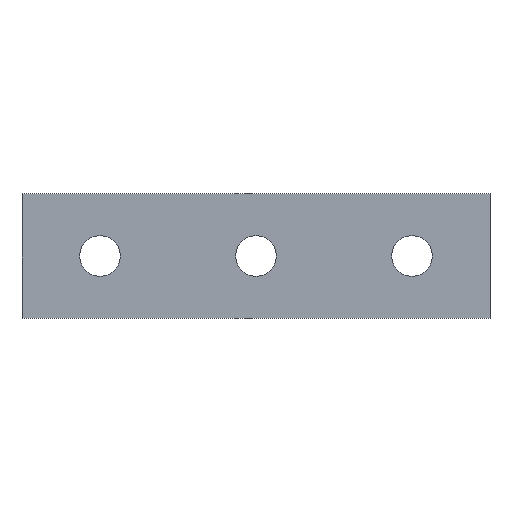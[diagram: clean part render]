
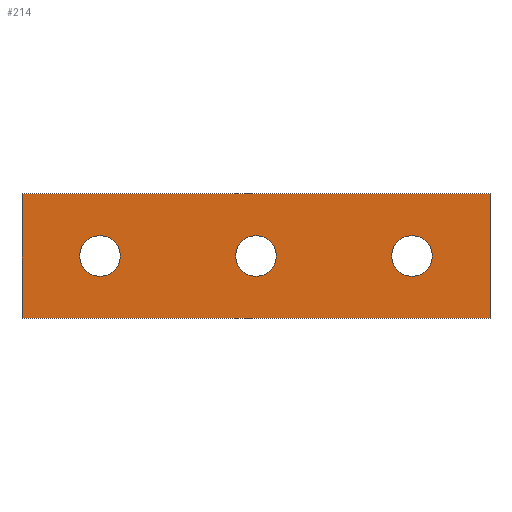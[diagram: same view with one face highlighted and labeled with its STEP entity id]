
A CAD part, top view. The second image highlights one B-rep face of the part: STEP entity #214.
In plain terms, the highlighted planar face has unit normal (0, 0, 1).
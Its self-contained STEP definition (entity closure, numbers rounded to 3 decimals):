
#2 = EDGE_CURVE ( 'NONE', #53, #133, #247, .T. ) ;
#7 = PLANE ( 'NONE',  #288 ) ;
#15 = CARTESIAN_POINT ( 'NONE',  ( -75., -20., 0. ) ) ;
#20 = EDGE_CURVE ( 'NONE', #190, #190, #281, .T. ) ;
#24 = VERTEX_POINT ( 'NONE', #330 ) ;
#27 = VECTOR ( 'NONE', #37, 1000. ) ;
#36 = CARTESIAN_POINT ( 'NONE',  ( 0., 0., 0. ) ) ;
#37 = DIRECTION ( 'NONE',  ( 1., 0., 0. ) ) ;
#39 = CARTESIAN_POINT ( 'NONE',  ( -75., -20., 0. ) ) ;
#51 = EDGE_LOOP ( 'NONE', ( #138 ) ) ;
#53 = VERTEX_POINT ( 'NONE', #303 ) ;
#71 = VECTOR ( 'NONE', #131, 1000. ) ;
#77 = ORIENTED_EDGE ( 'NONE', *, *, #234, .F. ) ;
#80 = CARTESIAN_POINT ( 'NONE',  ( 6.5, 0., 0. ) ) ;
#88 = CARTESIAN_POINT ( 'NONE',  ( 50., 0., 0. ) ) ;
#89 = VERTEX_POINT ( 'NONE', #15 ) ;
#90 = FACE_BOUND ( 'NONE', #106, .T. ) ;
#105 = EDGE_CURVE ( 'NONE', #24, #89, #173, .T. ) ;
#106 = EDGE_LOOP ( 'NONE', ( #213 ) ) ;
#114 = DIRECTION ( 'NONE',  ( 1., 0., 0. ) ) ;
#116 = CARTESIAN_POINT ( 'NONE',  ( -50., 0., 0. ) ) ;
#123 = LINE ( 'NONE', #39, #27 ) ;
#125 = LINE ( 'NONE', #202, #197 ) ;
#127 = CARTESIAN_POINT ( 'NONE',  ( 56.5, 0., 0. ) ) ;
#131 = DIRECTION ( 'NONE',  ( 0., 1., 0. ) ) ;
#132 = CARTESIAN_POINT ( 'NONE',  ( 75., 20., 0. ) ) ;
#133 = VERTEX_POINT ( 'NONE', #132 ) ;
#134 = VERTEX_POINT ( 'NONE', #127 ) ;
#138 = ORIENTED_EDGE ( 'NONE', *, *, #168, .F. ) ;
#140 = DIRECTION ( 'NONE',  ( 0., -1., 0. ) ) ;
#149 = VECTOR ( 'NONE', #140, 1000. ) ;
#161 = FACE_BOUND ( 'NONE', #210, .T. ) ;
#162 = ORIENTED_EDGE ( 'NONE', *, *, #2, .T. ) ;
#168 = EDGE_CURVE ( 'NONE', #235, #235, #239, .T. ) ;
#171 = CIRCLE ( 'NONE', #185, 6.5 ) ;
#173 = LINE ( 'NONE', #280, #149 ) ;
#182 = ORIENTED_EDGE ( 'NONE', *, *, #296, .T. ) ;
#185 = AXIS2_PLACEMENT_3D ( 'NONE', #88, #192, #292 ) ;
#190 = VERTEX_POINT ( 'NONE', #80 ) ;
#192 = DIRECTION ( 'NONE',  ( 0., 0., 1. ) ) ;
#193 = CARTESIAN_POINT ( 'NONE',  ( 75., 20., 0. ) ) ;
#194 = FACE_OUTER_BOUND ( 'NONE', #345, .T. ) ;
#197 = VECTOR ( 'NONE', #232, 1000. ) ;
#200 = AXIS2_PLACEMENT_3D ( 'NONE', #36, #254, #221 ) ;
#202 = CARTESIAN_POINT ( 'NONE',  ( -75., 20., 0. ) ) ;
#210 = EDGE_LOOP ( 'NONE', ( #77 ) ) ;
#213 = ORIENTED_EDGE ( 'NONE', *, *, #20, .F. ) ;
#214 = ADVANCED_FACE ( 'NONE', ( #249, #161, #90, #194 ), #7, .T. ) ;
#215 = DIRECTION ( 'NONE',  ( 1., 0., 0. ) ) ;
#221 = DIRECTION ( 'NONE',  ( 1., 0., 0. ) ) ;
#232 = DIRECTION ( 'NONE',  ( -1., 0., 0. ) ) ;
#234 = EDGE_CURVE ( 'NONE', #134, #134, #171, .T. ) ;
#235 = VERTEX_POINT ( 'NONE', #236 ) ;
#236 = CARTESIAN_POINT ( 'NONE',  ( -43.5, 0., 0. ) ) ;
#238 = ORIENTED_EDGE ( 'NONE', *, *, #262, .T. ) ;
#239 = CIRCLE ( 'NONE', #310, 6.5 ) ;
#243 = CARTESIAN_POINT ( 'NONE',  ( 0., 0., 0. ) ) ;
#246 = DIRECTION ( 'NONE',  ( 0., 0., 1. ) ) ;
#247 = LINE ( 'NONE', #193, #71 ) ;
#249 = FACE_BOUND ( 'NONE', #51, .T. ) ;
#252 = DIRECTION ( 'NONE',  ( 0., 0., 1. ) ) ;
#254 = DIRECTION ( 'NONE',  ( 0., 0., 1. ) ) ;
#262 = EDGE_CURVE ( 'NONE', #133, #24, #125, .T. ) ;
#270 = ORIENTED_EDGE ( 'NONE', *, *, #105, .T. ) ;
#280 = CARTESIAN_POINT ( 'NONE',  ( -75., 20., 0. ) ) ;
#281 = CIRCLE ( 'NONE', #200, 6.5 ) ;
#288 = AXIS2_PLACEMENT_3D ( 'NONE', #243, #252, #114 ) ;
#292 = DIRECTION ( 'NONE',  ( 1., 0., 0. ) ) ;
#296 = EDGE_CURVE ( 'NONE', #89, #53, #123, .T. ) ;
#303 = CARTESIAN_POINT ( 'NONE',  ( 75., -20., 0. ) ) ;
#310 = AXIS2_PLACEMENT_3D ( 'NONE', #116, #246, #215 ) ;
#330 = CARTESIAN_POINT ( 'NONE',  ( -75., 20., 0. ) ) ;
#345 = EDGE_LOOP ( 'NONE', ( #162, #238, #270, #182 ) ) ;
